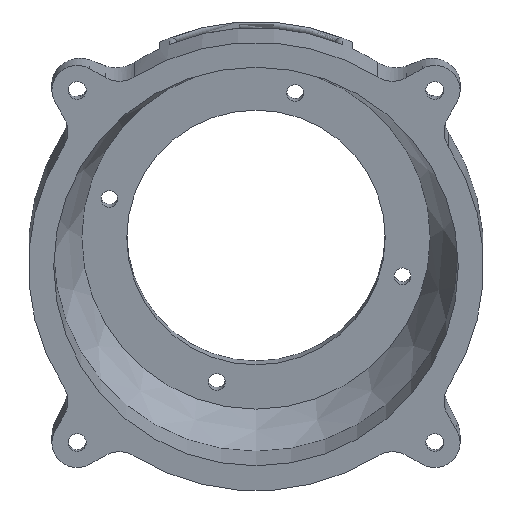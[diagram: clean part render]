
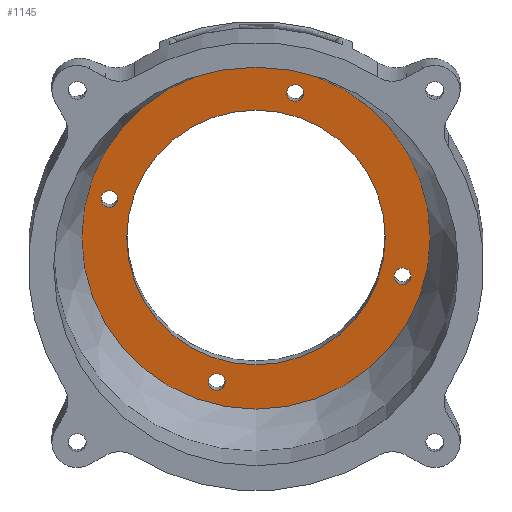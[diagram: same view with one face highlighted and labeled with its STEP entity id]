
A CAD part, top view. The second image highlights one B-rep face of the part: STEP entity #1145.
In plain terms, the highlighted planar face has unit normal (0, -0.174, 0.985).
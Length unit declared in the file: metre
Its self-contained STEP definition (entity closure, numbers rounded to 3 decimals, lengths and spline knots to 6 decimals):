
#76=PLANE('',#1270);
#263=ORIENTED_EDGE('',*,*,#578,.F.);
#264=ORIENTED_EDGE('',*,*,#579,.F.);
#265=ORIENTED_EDGE('',*,*,#580,.F.);
#266=ORIENTED_EDGE('',*,*,#581,.F.);
#267=ORIENTED_EDGE('',*,*,#577,.F.);
#268=ORIENTED_EDGE('',*,*,#582,.T.);
#577=EDGE_CURVE('',#734,#734,#830,.T.);
#578=EDGE_CURVE('',#735,#735,#831,.T.);
#579=EDGE_CURVE('',#736,#736,#832,.T.);
#580=EDGE_CURVE('',#737,#737,#833,.T.);
#581=EDGE_CURVE('',#738,#738,#834,.T.);
#582=EDGE_CURVE('',#739,#739,#835,.T.);
#734=VERTEX_POINT('',#1845);
#735=VERTEX_POINT('',#1848);
#736=VERTEX_POINT('',#1850);
#737=VERTEX_POINT('',#1852);
#738=VERTEX_POINT('',#1854);
#739=VERTEX_POINT('',#1856);
#830=CIRCLE('',#1269,0.023);
#831=CIRCLE('',#1271,0.0015);
#832=CIRCLE('',#1272,0.0015);
#833=CIRCLE('',#1273,0.0015);
#834=CIRCLE('',#1274,0.0015);
#835=CIRCLE('',#1275,0.031);
#885=EDGE_LOOP('',(#263));
#886=EDGE_LOOP('',(#264));
#887=EDGE_LOOP('',(#265));
#888=EDGE_LOOP('',(#266));
#889=EDGE_LOOP('',(#267));
#890=EDGE_LOOP('',(#268));
#1004=FACE_BOUND('',#885,.T.);
#1005=FACE_BOUND('',#886,.T.);
#1006=FACE_BOUND('',#887,.T.);
#1007=FACE_BOUND('',#888,.T.);
#1008=FACE_BOUND('',#889,.T.);
#1009=FACE_BOUND('',#890,.T.);
#1145=ADVANCED_FACE('',(#1004,#1005,#1006,#1007,#1008,#1009),#76,.T.);
#1269=AXIS2_PLACEMENT_3D('',#1844,#1485,#1486);
#1270=AXIS2_PLACEMENT_3D('',#1846,#1487,#1488);
#1271=AXIS2_PLACEMENT_3D('',#1847,#1489,#1490);
#1272=AXIS2_PLACEMENT_3D('',#1849,#1491,#1492);
#1273=AXIS2_PLACEMENT_3D('',#1851,#1493,#1494);
#1274=AXIS2_PLACEMENT_3D('',#1853,#1495,#1496);
#1275=AXIS2_PLACEMENT_3D('',#1855,#1497,#1498);
#1485=DIRECTION('',(0.,-0.174,0.985));
#1486=DIRECTION('',(0.,-0.985,-0.174));
#1487=DIRECTION('',(0.,-0.174,0.985));
#1488=DIRECTION('',(1.,0.,0.));
#1489=DIRECTION('',(0.,-0.174,0.985));
#1490=DIRECTION('',(0.,-0.985,-0.174));
#1491=DIRECTION('',(0.,-0.174,0.985));
#1492=DIRECTION('',(0.,-0.985,-0.174));
#1493=DIRECTION('',(0.,-0.174,0.985));
#1494=DIRECTION('',(0.,-0.985,-0.174));
#1495=DIRECTION('',(0.,-0.174,0.985));
#1496=DIRECTION('',(0.,-0.985,-0.174));
#1497=DIRECTION('',(0.,-0.174,0.985));
#1498=DIRECTION('',(0.,-0.985,-0.174));
#1844=CARTESIAN_POINT('',(0.,0.001497,0.001443));
#1845=CARTESIAN_POINT('',(0.,-0.021154,-0.002551));
#1846=CARTESIAN_POINT('',(-0.002,0.001497,0.001443));
#1847=CARTESIAN_POINT('',(0.006988,0.02718,0.005972));
#1848=CARTESIAN_POINT('',(0.006988,0.025703,0.005712));
#1849=CARTESIAN_POINT('',(-0.02608,0.008379,0.002657));
#1850=CARTESIAN_POINT('',(-0.02608,0.006901,0.002396));
#1851=CARTESIAN_POINT('',(-0.006988,-0.024187,-0.003085));
#1852=CARTESIAN_POINT('',(-0.006988,-0.025664,-0.003346));
#1853=CARTESIAN_POINT('',(0.02608,-0.005385,0.00023));
#1854=CARTESIAN_POINT('',(0.02608,-0.006863,-0.000031));
#1855=CARTESIAN_POINT('',(0.,0.001497,0.001443));
#1856=CARTESIAN_POINT('',(0.,-0.029032,-0.00394));
